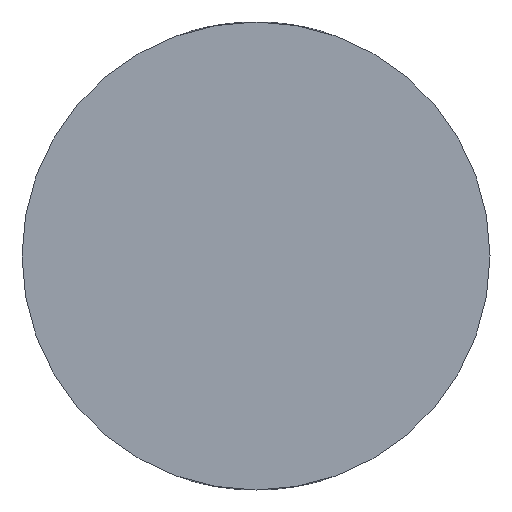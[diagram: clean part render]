
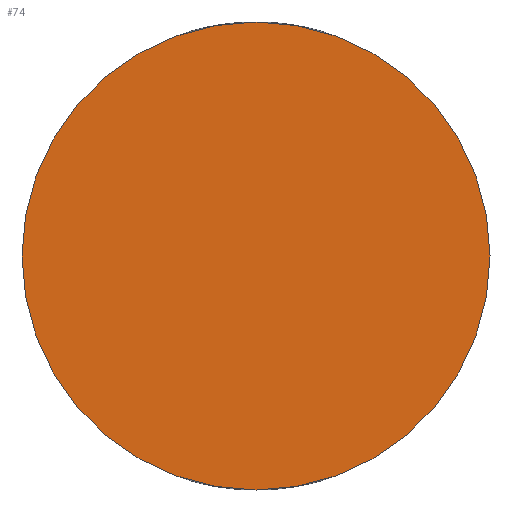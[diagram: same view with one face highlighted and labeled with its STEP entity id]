
A CAD part, front view. The second image highlights one B-rep face of the part: STEP entity #74.
In plain terms, the highlighted planar face has unit normal (0, -1, 0).
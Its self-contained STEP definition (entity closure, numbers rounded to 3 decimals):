
#16=PLANE('',#94);
#20=CIRCLE('',#92,36.3);
#24=FACE_OUTER_BOUND('',#30,.T.);
#30=EDGE_LOOP('',(#68));
#44=VERTEX_POINT('',#193);
#52=EDGE_CURVE('',#44,#44,#20,.T.);
#68=ORIENTED_EDGE('',*,*,#52,.F.);
#74=ADVANCED_FACE('',(#24),#16,.F.);
#92=AXIS2_PLACEMENT_3D('',#195,#105,#106);
#94=AXIS2_PLACEMENT_3D('',#197,#109,#110);
#105=DIRECTION('center_axis',(0.,1.,0.));
#106=DIRECTION('ref_axis',(1.,0.,0.));
#109=DIRECTION('center_axis',(0.,1.,0.));
#110=DIRECTION('ref_axis',(1.,0.,0.));
#193=CARTESIAN_POINT('',(-36.3,0.,0.));
#195=CARTESIAN_POINT('Origin',(0.,0.,0.));
#197=CARTESIAN_POINT('Origin',(0.,0.,0.));
